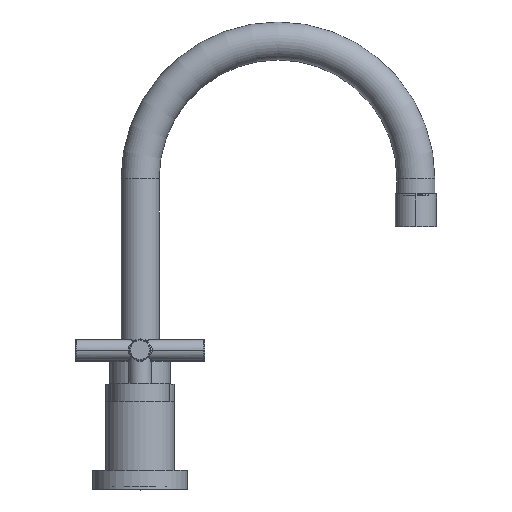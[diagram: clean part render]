
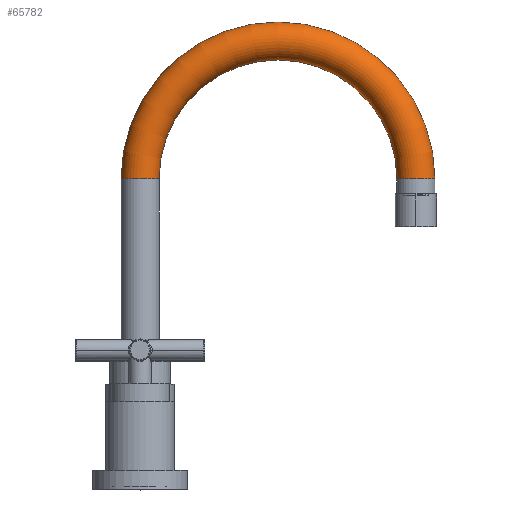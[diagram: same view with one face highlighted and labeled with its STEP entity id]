
A CAD part, top view. The second image highlights one B-rep face of the part: STEP entity #65782.
In plain terms, the highlighted toroidal (fillet/blend) face has major radius 80 mm and minor radius 11 mm.
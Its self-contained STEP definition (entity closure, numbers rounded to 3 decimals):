
#49156=CARTESIAN_POINT('',(160.,254.2,100.));
#49157=DIRECTION('',(0.,-1.,0.));
#49158=DIRECTION('',(1.,0.,0.));
#49159=AXIS2_PLACEMENT_3D('',#49156,#49157,#49158);
#49174=CARTESIAN_POINT('',(0.,254.2,100.));
#49175=DIRECTION('',(0.,1.,0.));
#49176=DIRECTION('',(-1.,0.,0.));
#49177=AXIS2_PLACEMENT_3D('',#49174,#49175,#49176);
#49179=CARTESIAN_POINT('',(80.,254.2,100.));
#49180=DIRECTION('',(0.,0.,-1.));
#49181=DIRECTION('',(-1.,0.,0.));
#49182=AXIS2_PLACEMENT_3D('',#49179,#49180,#49181);
#49217=CARTESIAN_POINT('',(80.,254.2,100.));
#49218=DIRECTION('',(0.,0.,-1.));
#49219=DIRECTION('',(-1.,0.,0.));
#49220=AXIS2_PLACEMENT_3D('',#49217,#49218,#49219);
#58314=CARTESIAN_POINT('',(11.,254.2,100.));
#58315=CARTESIAN_POINT('',(-11.,254.2,100.));
#58316=VERTEX_POINT('',#58314);
#58317=VERTEX_POINT('',#58315);
#58322=CARTESIAN_POINT('',(149.,254.2,100.));
#58323=CARTESIAN_POINT('',(171.,254.2,100.));
#58324=VERTEX_POINT('',#58322);
#58325=VERTEX_POINT('',#58323);
#65768=CARTESIAN_POINT('',(80.,254.2,100.));
#65769=DIRECTION('',(0.,0.,-1.));
#65770=DIRECTION('',(1.,0.,0.));
#65771=AXIS2_PLACEMENT_3D('',#65768,#65769,#65770);
#65772=TOROIDAL_SURFACE('',#65771,80.,11.);
#65774=ORIENTED_EDGE('',*,*,#65773,.F.);
#65776=ORIENTED_EDGE('',*,*,#65775,.T.);
#65777=ORIENTED_EDGE('',*,*,#65753,.T.);
#65779=ORIENTED_EDGE('',*,*,#65778,.F.);
#65780=EDGE_LOOP('',(#65774,#65776,#65777,#65779));
#65781=FACE_OUTER_BOUND('',#65780,.F.);
#65782=ADVANCED_FACE('',(#65781),#65772,.T.);
#49160=CIRCLE('',#49159,11.);
#49178=CIRCLE('',#49177,11.);
#49183=CIRCLE('',#49182,91.);
#49221=CIRCLE('',#49220,69.);
#65753=EDGE_CURVE('',#58325,#58324,#49160,.T.);
#65773=EDGE_CURVE('',#58317,#58316,#49178,.T.);
#65775=EDGE_CURVE('',#58317,#58325,#49183,.T.);
#65778=EDGE_CURVE('',#58316,#58324,#49221,.T.);
